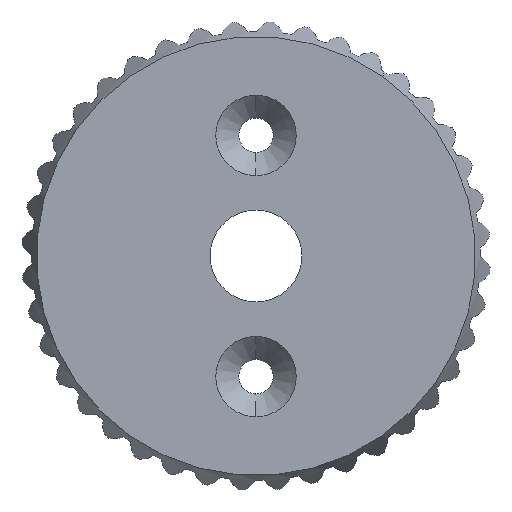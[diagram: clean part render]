
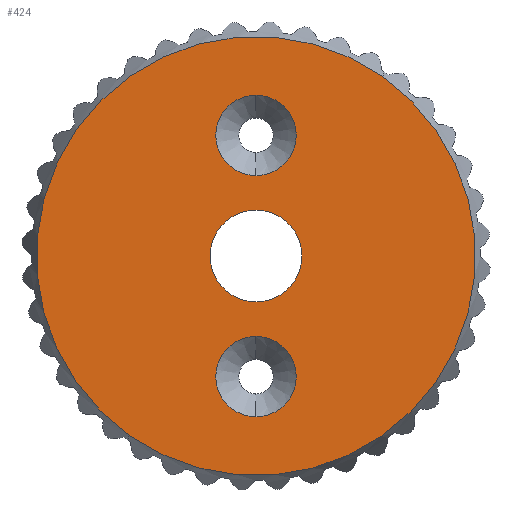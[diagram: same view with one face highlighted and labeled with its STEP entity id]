
A CAD part, front view. The second image highlights one B-rep face of the part: STEP entity #424.
In plain terms, the highlighted planar face has unit normal (0, -1, 0).
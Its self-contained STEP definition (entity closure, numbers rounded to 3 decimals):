
#424=ADVANCED_FACE('',(#948,#949,#950,#951),#952,.T.);
#948=FACE_BOUND('',#2981,.T.);
#949=FACE_BOUND('',#2982,.T.);
#950=FACE_OUTER_BOUND('',#2983,.T.);
#951=FACE_BOUND('',#2984,.T.);
#952=PLANE('',#2985);
#2981=EDGE_LOOP('',(#6188,#6189,#6190));
#2982=EDGE_LOOP('',(#6191,#6192,#6193));
#2983=EDGE_LOOP('',(#6194,#6195));
#2984=EDGE_LOOP('',(#6196,#6197));
#2985=AXIS2_PLACEMENT_3D('',#6198,#6199,#6200);
#6188=ORIENTED_EDGE('',*,*,#7718,.T.);
#6189=ORIENTED_EDGE('',*,*,#7474,.T.);
#6190=ORIENTED_EDGE('',*,*,#7719,.T.);
#6191=ORIENTED_EDGE('',*,*,#7720,.T.);
#6192=ORIENTED_EDGE('',*,*,#7721,.T.);
#6193=ORIENTED_EDGE('',*,*,#7722,.T.);
#6194=ORIENTED_EDGE('',*,*,#7723,.F.);
#6195=ORIENTED_EDGE('',*,*,#7631,.F.);
#6196=ORIENTED_EDGE('',*,*,#7503,.F.);
#6197=ORIENTED_EDGE('',*,*,#7724,.F.);
#6198=CARTESIAN_POINT('',(-10.353,-10.2,7.269));
#6199=DIRECTION('',(0.,-1.0,0.));
#6200=DIRECTION('',(-0.575,0.,-0.818));
#7474=EDGE_CURVE('',#8421,#8425,#8427,.F.);
#7503=EDGE_CURVE('',#8476,#8472,#8478,.T.);
#7631=EDGE_CURVE('',#8692,#8587,#8694,.F.);
#7718=EDGE_CURVE('',#8823,#8421,#8824,.F.);
#7719=EDGE_CURVE('',#8425,#8823,#8825,.F.);
#7720=EDGE_CURVE('',#8826,#8827,#8828,.F.);
#7721=EDGE_CURVE('',#8827,#8829,#8830,.F.);
#7722=EDGE_CURVE('',#8829,#8826,#8831,.F.);
#7723=EDGE_CURVE('',#8587,#8692,#8832,.F.);
#7724=EDGE_CURVE('',#8472,#8476,#8833,.T.);
#8421=VERTEX_POINT('',#10032);
#8425=VERTEX_POINT('',#10037);
#8427=CIRCLE('',#10040,3.5);
#8472=VERTEX_POINT('',#10149);
#8476=VERTEX_POINT('',#10154);
#8478=CIRCLE('',#10157,4.0);
#8587=VERTEX_POINT('',#10394);
#8692=VERTEX_POINT('',#10848);
#8694=CIRCLE('',#10851,19.102);
#8823=VERTEX_POINT('',#11152);
#8824=CIRCLE('',#11153,3.5);
#8825=CIRCLE('',#11154,3.5);
#8826=VERTEX_POINT('',#11155);
#8827=VERTEX_POINT('',#11156);
#8828=CIRCLE('',#11157,3.5);
#8829=VERTEX_POINT('',#11158);
#8830=CIRCLE('',#11159,3.5);
#8831=CIRCLE('',#11160,3.5);
#8832=CIRCLE('',#11161,19.102);
#8833=CIRCLE('',#11162,4.0);
#10032=CARTESIAN_POINT('',(0.,-10.2,-14.));
#10037=CARTESIAN_POINT('',(0.,-10.2,-7.));
#10040=AXIS2_PLACEMENT_3D('',#12421,#12422,#12423);
#10149=CARTESIAN_POINT('',(0.,-10.2,-4.0));
#10154=CARTESIAN_POINT('',(0.0,-10.2,4.0));
#10157=AXIS2_PLACEMENT_3D('',#12443,#12444,#12445);
#10394=CARTESIAN_POINT('',(10.977,-10.2,15.633));
#10848=CARTESIAN_POINT('',(-10.977,-10.2,-15.633));
#10851=AXIS2_PLACEMENT_3D('',#12532,#12533,#12534);
#11152=CARTESIAN_POINT('',(3.5,-10.2,-10.5));
#11153=AXIS2_PLACEMENT_3D('',#12593,#12594,#12595);
#11154=AXIS2_PLACEMENT_3D('',#12596,#12597,#12598);
#11155=CARTESIAN_POINT('',(3.5,-10.2,10.5));
#11156=CARTESIAN_POINT('',(0.,-10.2,7.));
#11157=AXIS2_PLACEMENT_3D('',#12599,#12600,#12601);
#11158=CARTESIAN_POINT('',(0.,-10.2,14.));
#11159=AXIS2_PLACEMENT_3D('',#12602,#12603,#12604);
#11160=AXIS2_PLACEMENT_3D('',#12605,#12606,#12607);
#11161=AXIS2_PLACEMENT_3D('',#12608,#12609,#12610);
#11162=AXIS2_PLACEMENT_3D('',#12611,#12612,#12613);
#12421=CARTESIAN_POINT('',(0.0,-10.2,-10.5));
#12422=DIRECTION('',(0.,-1.0,0.));
#12423=DIRECTION('',(1.0,0.,0.));
#12443=CARTESIAN_POINT('',(0.0,-10.2,0.0));
#12444=DIRECTION('',(0.0,-1.0,0.0));
#12445=DIRECTION('',(0.0,0.0,1.0));
#12532=CARTESIAN_POINT('',(0.,-10.2,0.));
#12533=DIRECTION('',(0.,-1.0,0.));
#12534=DIRECTION('',(-0.575,0.,-0.818));
#12593=CARTESIAN_POINT('',(0.0,-10.2,-10.5));
#12594=DIRECTION('',(0.,-1.0,0.));
#12595=DIRECTION('',(1.0,0.,0.));
#12596=CARTESIAN_POINT('',(0.0,-10.2,-10.5));
#12597=DIRECTION('',(0.,-1.0,0.));
#12598=DIRECTION('',(1.0,0.,0.));
#12599=CARTESIAN_POINT('',(0.0,-10.2,10.5));
#12600=DIRECTION('',(0.,-1.0,0.));
#12601=DIRECTION('',(1.0,0.,0.));
#12602=CARTESIAN_POINT('',(0.0,-10.2,10.5));
#12603=DIRECTION('',(0.,-1.0,0.));
#12604=DIRECTION('',(1.0,0.,0.));
#12605=CARTESIAN_POINT('',(0.0,-10.2,10.5));
#12606=DIRECTION('',(0.,-1.0,0.));
#12607=DIRECTION('',(1.0,0.,0.));
#12608=CARTESIAN_POINT('',(0.,-10.2,0.));
#12609=DIRECTION('',(0.,-1.0,0.));
#12610=DIRECTION('',(-0.575,0.,-0.818));
#12611=CARTESIAN_POINT('',(0.0,-10.2,0.0));
#12612=DIRECTION('',(0.0,-1.0,0.0));
#12613=DIRECTION('',(0.0,0.0,1.0));
